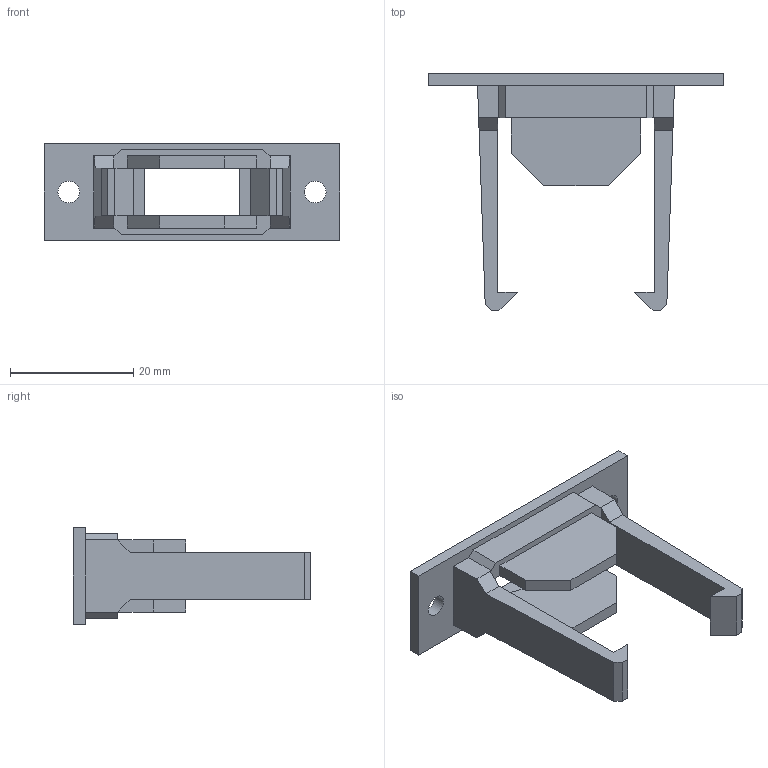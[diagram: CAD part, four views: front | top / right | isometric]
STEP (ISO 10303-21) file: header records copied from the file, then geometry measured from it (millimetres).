
FILE_DESCRIPTION(/* description */ (''),/* implementation_level */ '2;1');
FILE_NAME(/* name */ 'MicroSD Panel Mount.step',/* time_stamp */ '2022-08-08T13:11:25-07:00',/* author */ (''),/* organization */ (''),/* preprocessor_version */ 'ST-DEVELOPER v19',/* originating_system */ 'Autodesk Translation Framework v11.7.0.108',/* authorisation */ '');
FILE_SCHEMA (('AUTOMOTIVE_DESIGN { 1 0 10303 214 3 1 1 }'));
Length unit declared in the file: millimetre
Products named in the file (2): MicroSD Housing 0.2a; Mount
Assembly tree (1 placements, depth 2):
  MicroSD Housing 0.2a
    Mount
Bounding box: 47.89 x 38.5 x 15.7 mm (x, y, z)
Volume: 4233.7 mm3; surface area: 4654.4 mm2
Topology: 1 solids, 1 shells, 59 faces, 164 edges, 108 vertices
Faces by surface type: plane 56, cylinder 3
Full cylindrical faces by diameter (mm): 3.5 x2
Entity records: 1926 total; most frequent: CARTESIAN_POINT 334, ORIENTED_EDGE 328, DIRECTION 296, EDGE_CURVE 164, LINE 156, VECTOR 156, VERTEX_POINT 108, AXIS2_PLACEMENT_3D 70
